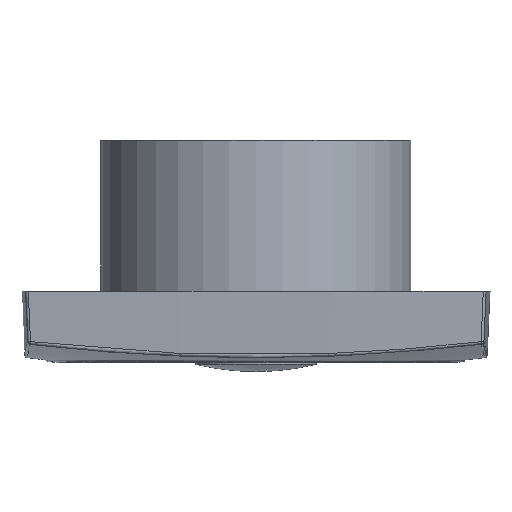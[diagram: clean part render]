
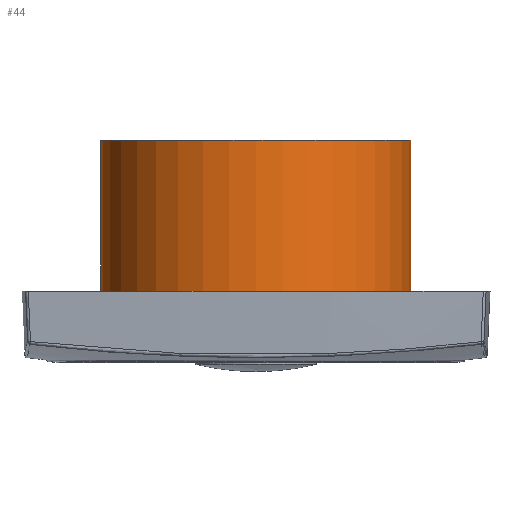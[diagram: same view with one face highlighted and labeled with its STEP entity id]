
A CAD part, front view. The second image highlights one B-rep face of the part: STEP entity #44.
In plain terms, the highlighted cylindrical face has radius 106 mm (diameter 212 mm), a partial arc.
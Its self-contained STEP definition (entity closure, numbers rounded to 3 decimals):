
#44 = ADVANCED_FACE ( 'NONE', ( #5551 ), #5547, .T. ) ;
#605 = VERTEX_POINT ( 'NONE', #2570 ) ;
#608 = VERTEX_POINT ( 'NONE', #2604 ) ;
#620 = VERTEX_POINT ( 'NONE', #2814 ) ;
#698 = VECTOR ( 'NONE', #4961, 1000. ) ;
#723 = LINE ( 'NONE', #4960, #698 ) ;
#763 = LINE ( 'NONE', #4963, #820 ) ;
#820 = VECTOR ( 'NONE', #4957, 1000. ) ;
#1429 = VERTEX_POINT ( 'NONE', #2979 ) ;
#1631 = EDGE_LOOP ( 'NONE', ( #6242, #6241, #6240, #6239 ) ) ;
#2160 = CARTESIAN_POINT ( 'NONE',  ( 0., 0., 103. ) ) ;
#2161 = DIRECTION ( 'NONE',  ( 0., 0., 1. ) ) ;
#2162 = DIRECTION ( 'NONE',  ( 1., 0., 0. ) ) ;
#2163 = CARTESIAN_POINT ( 'NONE',  ( 0., 0., 0. ) ) ;
#2164 = DIRECTION ( 'NONE',  ( 0., 0., 1. ) ) ;
#2165 = DIRECTION ( 'NONE',  ( 1., 0., 0. ) ) ;
#2472 = EDGE_CURVE ( 'NONE', #608, #605, #723, .T. ) ;
#2474 = EDGE_CURVE ( 'NONE', #1429, #620, #763, .T. ) ;
#2570 = CARTESIAN_POINT ( 'NONE',  ( -106., 0., 0. ) ) ;
#2604 = CARTESIAN_POINT ( 'NONE',  ( -106., 0., 103. ) ) ;
#2814 = CARTESIAN_POINT ( 'NONE',  ( 106., 0., 0. ) ) ;
#2979 = CARTESIAN_POINT ( 'NONE',  ( 106., 0., 103. ) ) ;
#3149 = DIRECTION ( 'NONE',  ( 0., 0., -1. ) ) ;
#3213 = CARTESIAN_POINT ( 'NONE',  ( 0., 0., 103. ) ) ;
#3215 = DIRECTION ( 'NONE',  ( -1., 0., 0. ) ) ;
#3623 = CIRCLE ( 'NONE', #3903, 106. ) ;
#3625 = CIRCLE ( 'NONE', #3904, 106. ) ;
#3903 = AXIS2_PLACEMENT_3D ( 'NONE', #2160, #2161, #2162 ) ;
#3904 = AXIS2_PLACEMENT_3D ( 'NONE', #2163, #2164, #2165 ) ;
#4667 = AXIS2_PLACEMENT_3D ( 'NONE', #3213, #3149, #3215 ) ;
#4747 = EDGE_CURVE ( 'NONE', #608, #1429, #3623, .T. ) ;
#4748 = EDGE_CURVE ( 'NONE', #605, #620, #3625, .T. ) ;
#4957 = DIRECTION ( 'NONE',  ( 0., 0., -1. ) ) ;
#4960 = CARTESIAN_POINT ( 'NONE',  ( -106., 0., 103. ) ) ;
#4961 = DIRECTION ( 'NONE',  ( 0., 0., -1. ) ) ;
#4963 = CARTESIAN_POINT ( 'NONE',  ( 106., 0., 103. ) ) ;
#5547 = CYLINDRICAL_SURFACE ( 'NONE', #4667, 106. ) ;
#5551 = FACE_OUTER_BOUND ( 'NONE', #1631, .T. ) ;
#6239 = ORIENTED_EDGE ( 'NONE', *, *, #4748, .T. ) ;
#6240 = ORIENTED_EDGE ( 'NONE', *, *, #2472, .T. ) ;
#6241 = ORIENTED_EDGE ( 'NONE', *, *, #4747, .F. ) ;
#6242 = ORIENTED_EDGE ( 'NONE', *, *, #2474, .F. ) ;
